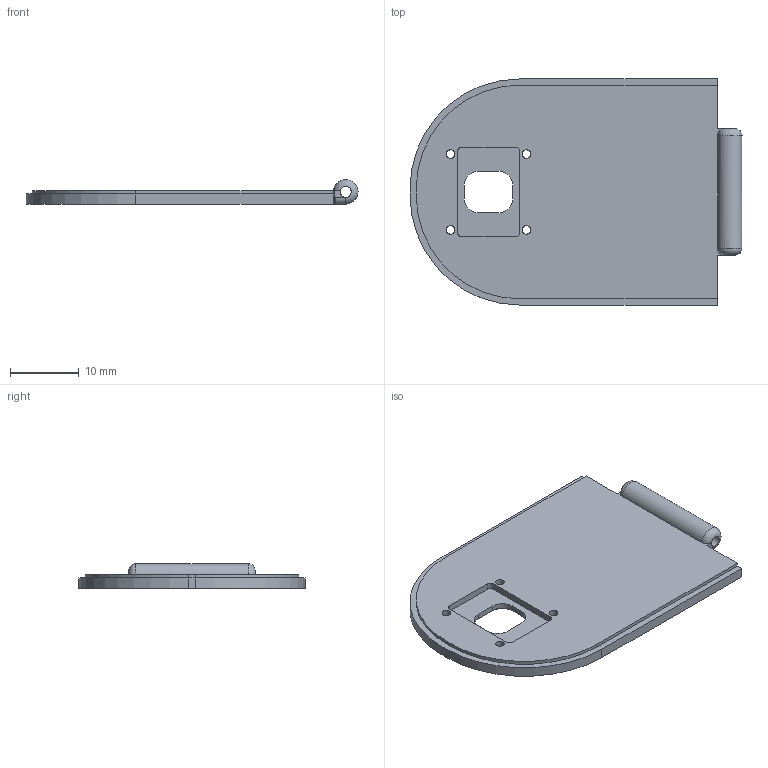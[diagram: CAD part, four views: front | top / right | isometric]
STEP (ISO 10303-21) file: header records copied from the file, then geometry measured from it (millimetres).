
FILE_DESCRIPTION(/* description */ ('','CAx-IF Rec.Pracs.---Representation and Presentation of Product Manufacturing Information (PMI)---4.0---2014-10-13'),/* implementation_level */ '2;1');
FILE_NAME(/* name */ 'Door.step',/* time_stamp */ '2025-03-23T16:20:33+02:00',/* author */ (''),/* organization */ (''),/* preprocessor_version */ 'ST-DEVELOPER v20',/* originating_system */ 'Autodesk Translation Framework v13.20.0.188',/* authorisation */ '');
FILE_SCHEMA (('AP242_MANAGED_MODEL_BASED_3D_ENGINEERING_MIM_LF { 1 0 10303 442 1 1 4 }'));
Length unit declared in the file: millimetre
Products named in the file (1): Door
Bounding box: 48.17 x 32.8 x 3.58 mm (x, y, z)
Volume: 2650.2 mm3; surface area: 3244.8 mm2
Topology: 1 solids, 1 shells, 62 faces, 166 edges, 105 vertices
Faces by surface type: plane 28, cylinder 22, bspline 5, cone 4, torus 2, sphere 1
Full cylindrical faces by diameter (mm): 1.25 x4, 1.6 x1
Entity records: 2097 total; most frequent: CARTESIAN_POINT 468, DIRECTION 338, ORIENTED_EDGE 332, EDGE_CURVE 166, AXIS2_PLACEMENT_3D 121, VERTEX_POINT 105, LINE 96, VECTOR 96
